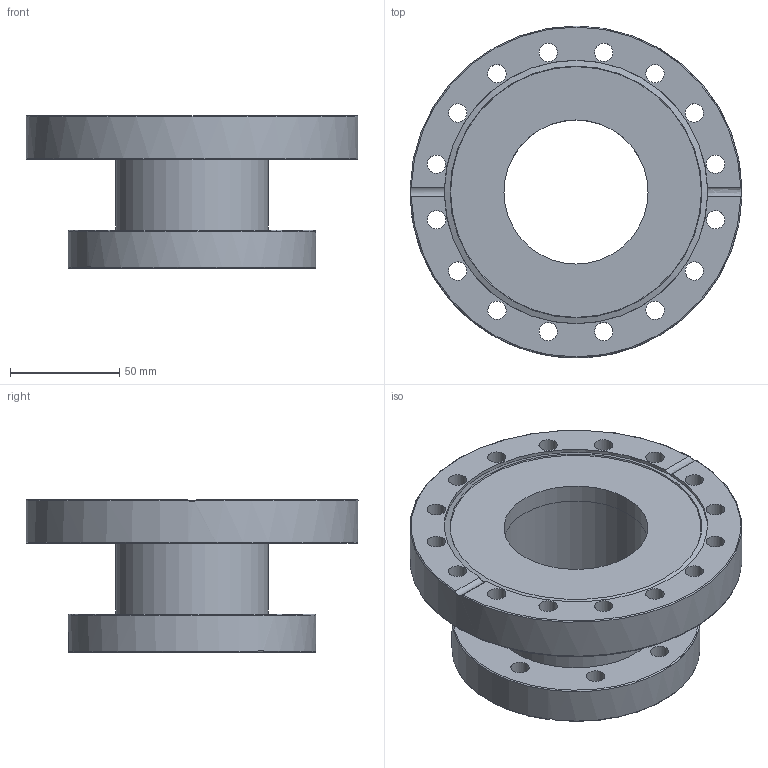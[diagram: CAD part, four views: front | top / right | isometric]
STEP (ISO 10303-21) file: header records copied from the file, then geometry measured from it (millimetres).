
FILE_DESCRIPTION((''),'2;1');
FILE_NAME('TA1063R-304.stp','2009-04-15T13:51:02',('hasers'),(''),'Autodesk Inventor 2008','Autodesk Inventor 2008','');
FILE_SCHEMA(('AUTOMOTIVE_DESIGN { 1 0 10303 214 1 1 1 1 }'));
Length unit declared in the file: millimetre
Products named in the file (5): TA1063R-304; CF-07 [Keywords [Summary]=1.4301][Company [Summary]=Vacom][Title [Summary]=F100]_4; Rohre [Subject [Summary]=normal][Keywords [Summary]=1.4301][Title [Summary]=70x2,0 (0,5m)]_4; CF-R [Subject [Summary]=-304][Title [Summary]=F63RIB70]; CF-R [Subject [Summary]=-304][Title [Summary]=F63RO]
Assembly tree (4 placements, depth 2):
  TA1063R-304
    CF-07 [Keywords [Summary]=1.4301][Company [Summary]=Vacom][Title [Summary]=F100]_4
    Rohre [Subject [Summary]=normal][Keywords [Summary]=1.4301][Title [Summary]=70x2,0 (0,5m)]_4
    CF-R [Subject [Summary]=-304][Title [Summary]=F63RIB70]
    CF-R [Subject [Summary]=-304][Title [Summary]=F63RO]
Bounding box: 152 x 152 x 70 mm (x, y, z)
Volume: 383255.3 mm3; surface area: 107070.9 mm2
Topology: 4 solids, 4 shells, 71 faces, 198 edges, 137 vertices
Faces by surface type: bspline 35, plane 11, cylinder 10, torus 10, cone 5
Full cylindrical faces by diameter (mm): 66 x1, 70 x1, 82.4 x1, 83.2 x1, 113.5 x1, 120.6 x1, 152 x1
Entity records: 2689 total; most frequent: CARTESIAN_POINT 1087, DIRECTION 284, ORIENTED_EDGE 234, EDGE_LOOP 178, AXIS2_PLACEMENT_3D 138, EDGE_CURVE 117, FACE_BOUND 107, VERTEX_POINT 105
